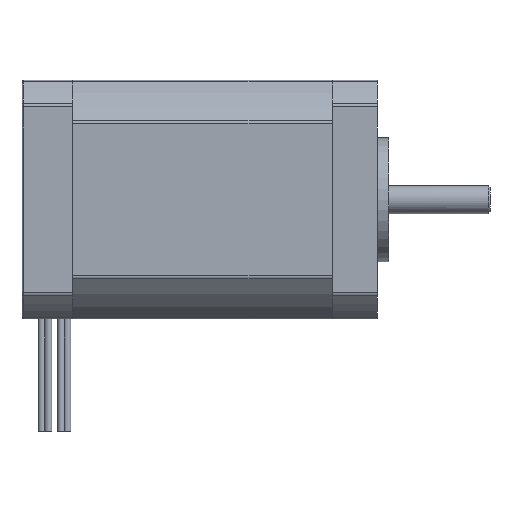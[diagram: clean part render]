
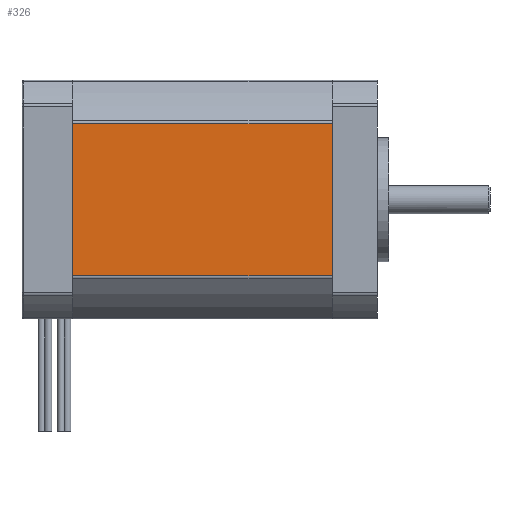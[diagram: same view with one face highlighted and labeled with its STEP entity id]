
A CAD part, left-side view. The second image highlights one B-rep face of the part: STEP entity #326.
In plain terms, the highlighted planar face has unit normal (-1, 0, 0).
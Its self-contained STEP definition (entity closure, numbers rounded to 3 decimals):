
#326 = ADVANCED_FACE( '', ( #714 ), #715, .T. );
#714 = FACE_OUTER_BOUND( '', #1259, .T. );
#715 = PLANE( '', #1260 );
#1259 = EDGE_LOOP( '', ( #1871, #1872, #1873, #1874 ) );
#1260 = AXIS2_PLACEMENT_3D( '', #1875, #1876, #1877 );
#1871 = ORIENTED_EDGE( '', *, *, #3054, .F. );
#1872 = ORIENTED_EDGE( '', *, *, #3055, .F. );
#1873 = ORIENTED_EDGE( '', *, *, #3056, .T. );
#1874 = ORIENTED_EDGE( '', *, *, #3057, .T. );
#1875 = CARTESIAN_POINT( '', ( -21.15, -46., -13.492 ) );
#1876 = DIRECTION( '', ( -1., 0., 0. ) );
#1877 = DIRECTION( '', ( 0., 0., 1. ) );
#3054 = EDGE_CURVE( '', #3581, #3582, #3583, .T. );
#3055 = EDGE_CURVE( '', #3584, #3581, #3585, .T. );
#3056 = EDGE_CURVE( '', #3584, #3586, #3587, .T. );
#3057 = EDGE_CURVE( '', #3586, #3582, #3588, .T. );
#3581 = VERTEX_POINT( '', #4303 );
#3582 = VERTEX_POINT( '', #4304 );
#3583 = LINE( '', #4305, #4306 );
#3584 = VERTEX_POINT( '', #4307 );
#3585 = LINE( '', #4308, #4309 );
#3586 = VERTEX_POINT( '', #4310 );
#3587 = LINE( '', #4311, #4312 );
#3588 = LINE( '', #4313, #4314 );
#4303 = CARTESIAN_POINT( '', ( -21.15, 0., -13.492 ) );
#4304 = CARTESIAN_POINT( '', ( -21.15, 0., 13.492 ) );
#4305 = CARTESIAN_POINT( '', ( -21.15, 0., -13.492 ) );
#4306 = VECTOR( '', #5172, 1000. );
#4307 = CARTESIAN_POINT( '', ( -21.15, -46., -13.492 ) );
#4308 = CARTESIAN_POINT( '', ( -21.15, -46., -13.492 ) );
#4309 = VECTOR( '', #5173, 1000. );
#4310 = CARTESIAN_POINT( '', ( -21.15, -46., 13.492 ) );
#4311 = CARTESIAN_POINT( '', ( -21.15, -46., -13.492 ) );
#4312 = VECTOR( '', #5174, 1000. );
#4313 = CARTESIAN_POINT( '', ( -21.15, -46., 13.492 ) );
#4314 = VECTOR( '', #5175, 1000. );
#5172 = DIRECTION( '', ( 0., 0., 1. ) );
#5173 = DIRECTION( '', ( 0., 1., 0. ) );
#5174 = DIRECTION( '', ( 0., 0., 1. ) );
#5175 = DIRECTION( '', ( 0., 1., 0. ) );
